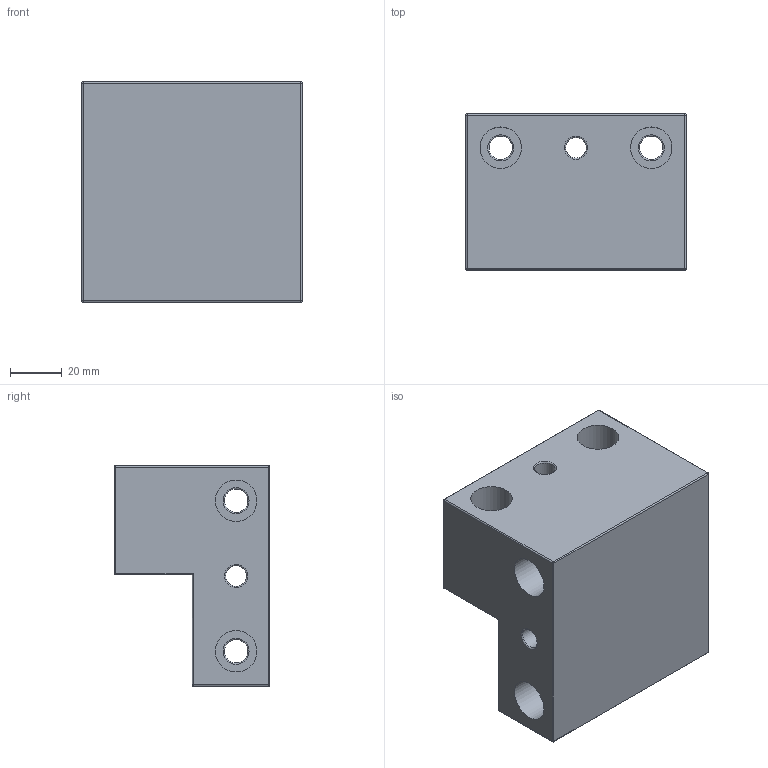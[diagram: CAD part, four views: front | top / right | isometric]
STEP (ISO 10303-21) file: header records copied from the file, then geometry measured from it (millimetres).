
FILE_DESCRIPTION(('FreeCAD Model'),'2;1');
FILE_NAME('Coulisse Gauche:Droite.step', '2020-01-19T19:53:44',(''),(''),'Open CASCADE STEP processor 7.2', 'FreeCAD','Unknown');
FILE_SCHEMA(('AUTOMOTIVE_DESIGN { 1 0 10303 214 1 1 1 1 }'));
Length unit declared in the file: millimetre
Products named in the file (1): Coulisse_Gauche/Droite
Bounding box: 85 x 60 x 85 mm (x, y, z)
Volume: 279798.9 mm3; surface area: 45096.6 mm2
Topology: 1 solids, 1 shells, 62 faces, 131 edges, 67 vertices
Faces by surface type: cylinder 29, plane 14, sphere 10, torus 9
Full cylindrical faces by diameter (mm): 8 x2, 9 x4, 16 x6
Entity records: 3053 total; most frequent: CARTESIAN_POINT 739, DIRECTION 375, ORIENTED_EDGE 242, PCURVE 242, DEFINITIONAL_REPRESENTATION 242, B_SPLINE_CURVE_WITH_KNOTS 182, AXIS2_PLACEMENT_3D 137, EDGE_CURVE 121
